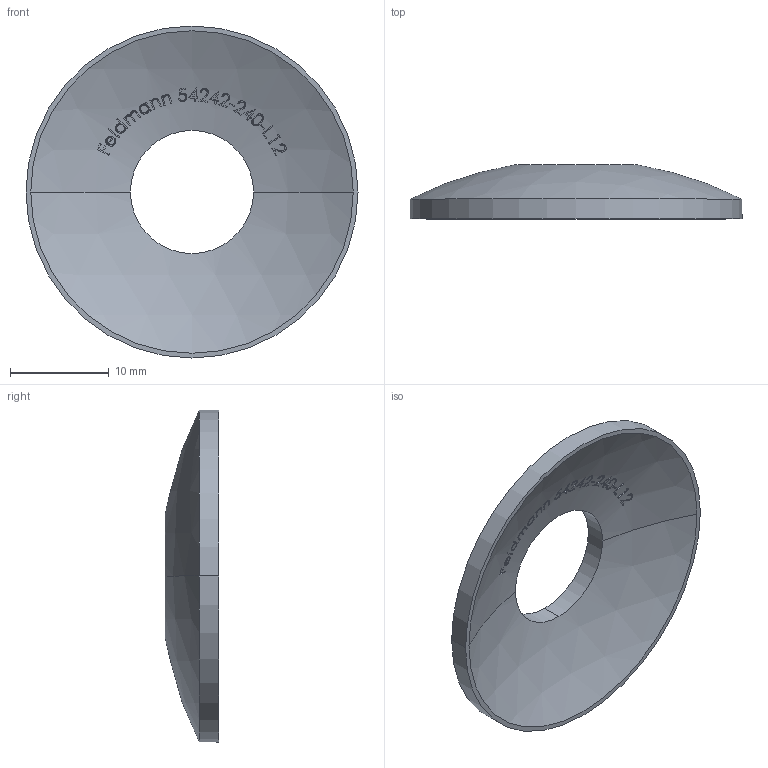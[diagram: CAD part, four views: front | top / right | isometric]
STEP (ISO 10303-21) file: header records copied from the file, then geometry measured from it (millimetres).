
FILE_DESCRIPTION (( 'STEP AP203' ), '1' );
FILE_NAME ('54233-240-L12.step', '2018-12-11T12:11:45', ( '' ), ( '' ), 'SwSTEP 2.0', 'SolidWorks 2015', '' );
FILE_SCHEMA (( 'CONFIG_CONTROL_DESIGN' ));
Length unit declared in the file: millimetre
Products named in the file (1): 54233-240-L12
Bounding box: 33.7 x 5.48 x 33.7 mm (x, y, z)
Volume: 1636.5 mm3; surface area: 1940.3 mm2
Topology: 1 solids, 1 shells, 269 faces, 718 edges, 478 vertices
Faces by surface type: plane 144, bspline 89, sphere 32, cylinder 4
Entity records: 12294 total; most frequent: CARTESIAN_POINT 5802, ORIENTED_EDGE 1436, DIRECTION 1206, EDGE_CURVE 718, AXIS2_PLACEMENT_3D 485, VERTEX_POINT 478, CIRCLE 304, EDGE_LOOP 298
